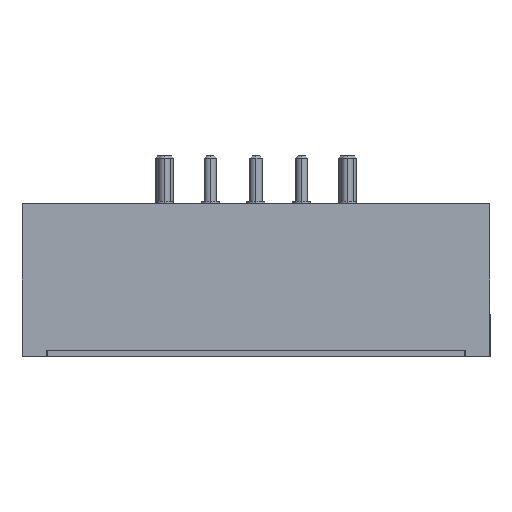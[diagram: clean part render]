
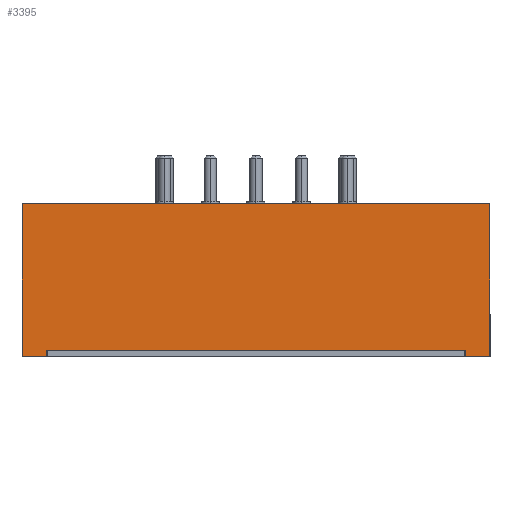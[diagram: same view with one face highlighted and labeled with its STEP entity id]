
A CAD part, left-side view. The second image highlights one B-rep face of the part: STEP entity #3395.
In plain terms, the highlighted planar face has unit normal (-1, 0, 0).
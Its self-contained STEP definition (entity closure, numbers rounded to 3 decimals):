
#142 = VECTOR ( 'NONE', #4263, 1000. ) ;
#322 = VERTEX_POINT ( 'NONE', #1583 ) ;
#368 = VERTEX_POINT ( 'NONE', #4965 ) ;
#370 = CARTESIAN_POINT ( 'NONE',  ( -30.3, 17.4, -4.6 ) ) ;
#379 = EDGE_CURVE ( 'NONE', #322, #6035, #2612, .T. ) ;
#391 = VERTEX_POINT ( 'NONE', #1894 ) ;
#461 = DIRECTION ( 'NONE',  ( 0., 0., 1. ) ) ;
#631 = ORIENTED_EDGE ( 'NONE', *, *, #4548, .F. ) ;
#684 = VECTOR ( 'NONE', #2304, 1000. ) ;
#806 = DIRECTION ( 'NONE',  ( -1., 0., 0. ) ) ;
#1003 = LINE ( 'NONE', #5150, #3330 ) ;
#1012 = CARTESIAN_POINT ( 'NONE',  ( -30.3, -19.5, 7.6 ) ) ;
#1081 = EDGE_CURVE ( 'NONE', #2813, #391, #5976, .T. ) ;
#1142 = EDGE_CURVE ( 'NONE', #4063, #3351, #1003, .T. ) ;
#1173 = VECTOR ( 'NONE', #5468, 1000. ) ;
#1204 = EDGE_CURVE ( 'NONE', #391, #6035, #2765, .T. ) ;
#1271 = DIRECTION ( 'NONE',  ( 0., -1., 0. ) ) ;
#1301 = CARTESIAN_POINT ( 'NONE',  ( -30.3, 17.4, -4.6 ) ) ;
#1583 = CARTESIAN_POINT ( 'NONE',  ( -30.3, 19.5, 7.6 ) ) ;
#1625 = DIRECTION ( 'NONE',  ( 0., 1., 0. ) ) ;
#1658 = VECTOR ( 'NONE', #1625, 1000. ) ;
#1849 = DIRECTION ( 'NONE',  ( 0., 0., -1. ) ) ;
#1887 = ORIENTED_EDGE ( 'NONE', *, *, #1081, .T. ) ;
#1894 = CARTESIAN_POINT ( 'NONE',  ( -30.3, -19.5, -5.1 ) ) ;
#2128 = AXIS2_PLACEMENT_3D ( 'NONE', #2143, #806, #5933 ) ;
#2143 = CARTESIAN_POINT ( 'NONE',  ( -30.3, -19.5, -5.1 ) ) ;
#2205 = ORIENTED_EDGE ( 'NONE', *, *, #4258, .F. ) ;
#2304 = DIRECTION ( 'NONE',  ( 0., 0., -1. ) ) ;
#2612 = LINE ( 'NONE', #4047, #142 ) ;
#2739 = ORIENTED_EDGE ( 'NONE', *, *, #379, .F. ) ;
#2762 = CARTESIAN_POINT ( 'NONE',  ( -30.3, -17.4, -4.6 ) ) ;
#2765 = LINE ( 'NONE', #4192, #5855 ) ;
#2813 = VERTEX_POINT ( 'NONE', #3336 ) ;
#2831 = ORIENTED_EDGE ( 'NONE', *, *, #5329, .F. ) ;
#2918 = CARTESIAN_POINT ( 'NONE',  ( -30.3, 17.4, -5.1 ) ) ;
#2981 = CARTESIAN_POINT ( 'NONE',  ( -30.3, 19.5, -5.1 ) ) ;
#3330 = VECTOR ( 'NONE', #4682, 1000. ) ;
#3336 = CARTESIAN_POINT ( 'NONE',  ( -30.3, -17.4, -5.1 ) ) ;
#3351 = VERTEX_POINT ( 'NONE', #2918 ) ;
#3395 = ADVANCED_FACE ( 'NONE', ( #5812 ), #4429, .T. ) ;
#3510 = CARTESIAN_POINT ( 'NONE',  ( -30.3, -19.5, -5.1 ) ) ;
#3582 = LINE ( 'NONE', #5813, #1173 ) ;
#3617 = ORIENTED_EDGE ( 'NONE', *, *, #4208, .T. ) ;
#3665 = VERTEX_POINT ( 'NONE', #370 ) ;
#4047 = CARTESIAN_POINT ( 'NONE',  ( -30.3, -19.5, 7.6 ) ) ;
#4063 = VERTEX_POINT ( 'NONE', #2981 ) ;
#4159 = LINE ( 'NONE', #1301, #5690 ) ;
#4192 = CARTESIAN_POINT ( 'NONE',  ( -30.3, -19.5, -5.1 ) ) ;
#4208 = EDGE_CURVE ( 'NONE', #368, #2813, #4719, .T. ) ;
#4258 = EDGE_CURVE ( 'NONE', #3665, #3351, #4159, .T. ) ;
#4263 = DIRECTION ( 'NONE',  ( 0., -1., 0. ) ) ;
#4429 = PLANE ( 'NONE',  #2128 ) ;
#4441 = VECTOR ( 'NONE', #1271, 1000. ) ;
#4548 = EDGE_CURVE ( 'NONE', #4063, #322, #3582, .T. ) ;
#4682 = DIRECTION ( 'NONE',  ( 0., -1., 0. ) ) ;
#4719 = LINE ( 'NONE', #2762, #684 ) ;
#4811 = EDGE_LOOP ( 'NONE', ( #2205, #2831, #3617, #1887, #5235, #2739, #631, #5771 ) ) ;
#4894 = CARTESIAN_POINT ( 'NONE',  ( -30.3, -17.4, -4.6 ) ) ;
#4965 = CARTESIAN_POINT ( 'NONE',  ( -30.3, -17.4, -4.6 ) ) ;
#5150 = CARTESIAN_POINT ( 'NONE',  ( -30.3, -19.5, -5.1 ) ) ;
#5235 = ORIENTED_EDGE ( 'NONE', *, *, #1204, .T. ) ;
#5329 = EDGE_CURVE ( 'NONE', #368, #3665, #5471, .T. ) ;
#5468 = DIRECTION ( 'NONE',  ( 0., 0., 1. ) ) ;
#5471 = LINE ( 'NONE', #4894, #1658 ) ;
#5690 = VECTOR ( 'NONE', #1849, 1000. ) ;
#5771 = ORIENTED_EDGE ( 'NONE', *, *, #1142, .T. ) ;
#5812 = FACE_OUTER_BOUND ( 'NONE', #4811, .T. ) ;
#5813 = CARTESIAN_POINT ( 'NONE',  ( -30.3, 19.5, -5.1 ) ) ;
#5855 = VECTOR ( 'NONE', #461, 1000. ) ;
#5933 = DIRECTION ( 'NONE',  ( 0., 0., 1. ) ) ;
#5976 = LINE ( 'NONE', #3510, #4441 ) ;
#6035 = VERTEX_POINT ( 'NONE', #1012 ) ;
